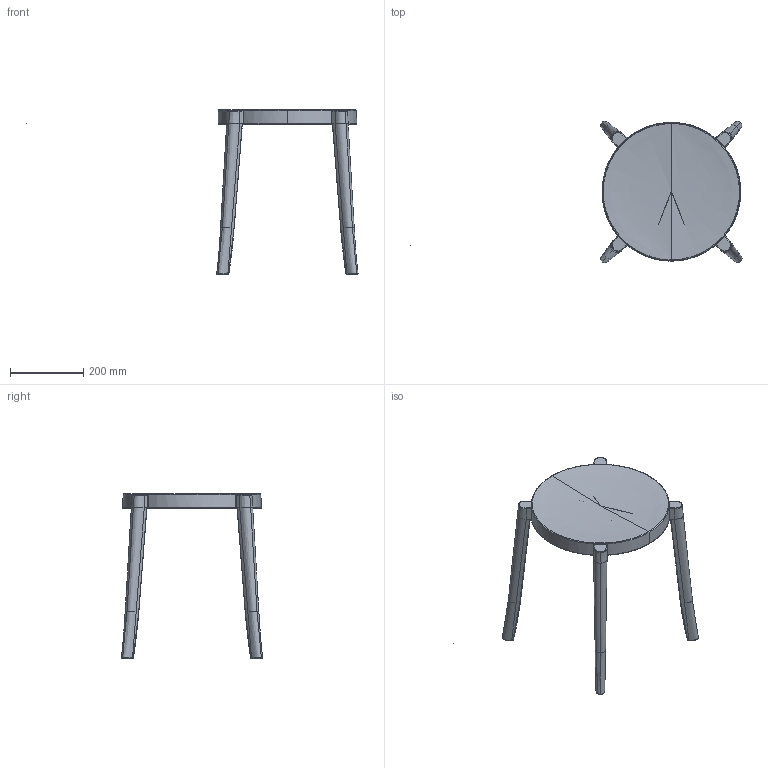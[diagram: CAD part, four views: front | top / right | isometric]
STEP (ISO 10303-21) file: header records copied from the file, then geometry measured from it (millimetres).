
FILE_DESCRIPTION(/* description */ (''),/* implementation_level */ '2;1');
FILE_NAME(/* name */ 'TORRE_~2',/* time_stamp */ '2020-10-05T09:15:19+02:00',/* author */ (''),/* organization */ (''),/* preprocessor_version */ 'ST-DEVELOPER v15',/* originating_system */ '',/* authorisation */ '');
FILE_SCHEMA (('AUTOMOTIVE_DESIGN'));
Length unit declared in the file: millimetre
Products named in the file (1): Document
Bounding box: 909.28 x 386.79 x 449.98 mm (x, y, z)
Surface area: 540663.6 mm2 (no closed solid volume)
Topology: 0 solids, 3 shells, 436 faces, 1083 edges, 632 vertices
Faces by surface type: bspline 368, plane 68
Entity records: 30265 total; most frequent: CARTESIAN_POINT 24224, ORIENTED_EDGE 2122, EDGE_CURVE 1091, VERTEX_POINT 635, B_SPLINE_CURVE_WITH_KNOTS 588, EDGE_LOOP 441, ADVANCED_FACE 435, FACE_OUTER_BOUND 435
